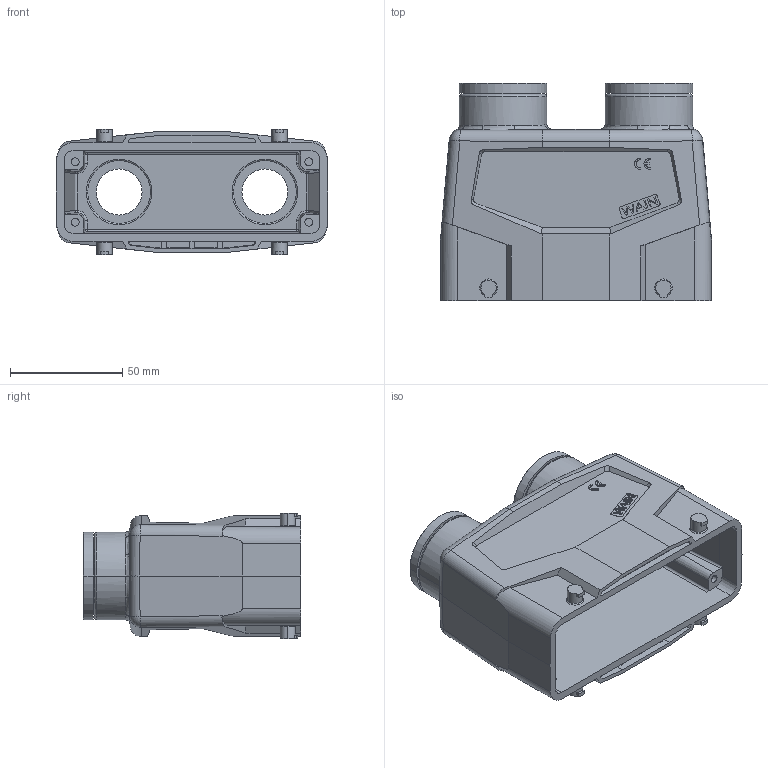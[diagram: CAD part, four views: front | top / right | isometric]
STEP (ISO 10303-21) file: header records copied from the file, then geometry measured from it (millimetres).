
FILE_DESCRIPTION((''),'2;1');
FILE_NAME('H24B_P-TEH-4B-M40','2020-09-27T',('sy.ji'),(''),'PRO/ENGINEER BY PARAMETRIC TECHNOLOGY CORPORATION, 2012480','PRO/ENGINEER BY PARAMETRIC TECHNOLOGY CORPORATION, 2012480','');
FILE_SCHEMA(('CONFIG_CONTROL_DESIGN'));
Length unit declared in the file: millimetre
Products named in the file (1): H24B_P-TEH-4B-M40
Bounding box: 121 x 97 x 56 mm (x, y, z)
Volume: 166065.9 mm3; surface area: 69876.9 mm2
Topology: 9 solids, 47 shells, 615 faces, 1439 edges, 953 vertices
Faces by surface type: plane 277, cylinder 171, bspline 95, cone 28, extrusion 20, sphere 12, torus 12
Entity records: 25153 total; most frequent: CARTESIAN_POINT 7122, ORIENTED_EDGE 2878, DIRECTION 2540, PRESENTATION_STYLE_ASSIGNMENT 1452, STYLED_ITEM 1448, CURVE_STYLE 1439, EDGE_CURVE 1439, VERTEX_POINT 953
